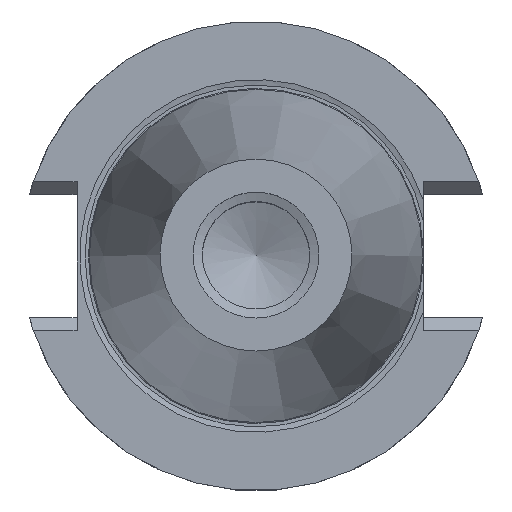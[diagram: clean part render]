
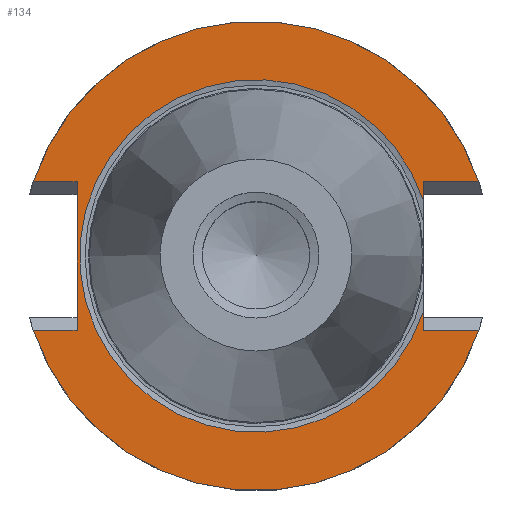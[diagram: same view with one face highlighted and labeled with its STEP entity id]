
A CAD part, top view. The second image highlights one B-rep face of the part: STEP entity #134.
In plain terms, the highlighted planar face has unit normal (0, 0, 1).
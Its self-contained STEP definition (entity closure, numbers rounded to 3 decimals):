
#65=FACE_OUTER_BOUND('',#231,.T.);
#134=ADVANCED_FACE('',(#65),#158,.F.);
#158=PLANE('',#807);
#231=EDGE_LOOP('',(#441,#442,#443,#444,#445,#446,#447,#448,#449,#450));
#254=CIRCLE('',#760,36.95);
#257=CIRCLE('',#766,49.2);
#270=CIRCLE('',#796,49.2);
#441=ORIENTED_EDGE('',*,*,#617,.T.);
#442=ORIENTED_EDGE('',*,*,#618,.T.);
#443=ORIENTED_EDGE('',*,*,#548,.T.);
#444=ORIENTED_EDGE('',*,*,#619,.T.);
#445=ORIENTED_EDGE('',*,*,#610,.T.);
#446=ORIENTED_EDGE('',*,*,#556,.F.);
#447=ORIENTED_EDGE('',*,*,#609,.F.);
#448=ORIENTED_EDGE('',*,*,#607,.F.);
#449=ORIENTED_EDGE('',*,*,#605,.F.);
#450=ORIENTED_EDGE('',*,*,#602,.F.);
#481=VERTEX_POINT('',#1075);
#482=VERTEX_POINT('',#1076);
#487=VERTEX_POINT('',#1096);
#489=VERTEX_POINT('',#1099);
#519=VERTEX_POINT('',#1213);
#520=VERTEX_POINT('',#1215);
#521=VERTEX_POINT('',#1220);
#522=VERTEX_POINT('',#1224);
#523=VERTEX_POINT('',#1230);
#526=VERTEX_POINT('',#1242);
#548=EDGE_CURVE('',#481,#482,#254,.T.);
#556=EDGE_CURVE('',#487,#489,#257,.T.);
#602=EDGE_CURVE('',#519,#520,#270,.T.);
#605=EDGE_CURVE('',#520,#521,#657,.T.);
#607=EDGE_CURVE('',#521,#522,#659,.T.);
#609=EDGE_CURVE('',#522,#487,#661,.T.);
#610=EDGE_CURVE('',#523,#489,#662,.T.);
#617=EDGE_CURVE('',#519,#526,#669,.T.);
#618=EDGE_CURVE('',#526,#481,#670,.T.);
#619=EDGE_CURVE('',#482,#523,#671,.T.);
#657=LINE('',#1219,#704);
#659=LINE('',#1223,#706);
#661=LINE('',#1227,#708);
#662=LINE('',#1229,#709);
#669=LINE('',#1243,#716);
#670=LINE('',#1245,#717);
#671=LINE('',#1246,#718);
#704=VECTOR('',#975,1.);
#706=VECTOR('',#979,1.);
#708=VECTOR('',#983,1.);
#709=VECTOR('',#986,1.);
#716=VECTOR('',#999,1.);
#717=VECTOR('',#1002,1.);
#718=VECTOR('',#1003,1.);
#760=AXIS2_PLACEMENT_3D('',#1074,#871,#872);
#766=AXIS2_PLACEMENT_3D('',#1098,#885,#886);
#796=AXIS2_PLACEMENT_3D('',#1214,#968,#969);
#807=AXIS2_PLACEMENT_3D('',#1255,#1006,#1007);
#871=DIRECTION('',(0.,0.,-1.));
#872=DIRECTION('',(-1.,0.,0.));
#885=DIRECTION('',(0.,0.,-1.));
#886=DIRECTION('',(-1.,0.,0.));
#968=DIRECTION('',(0.,0.,-1.));
#969=DIRECTION('',(-1.,0.,0.));
#975=DIRECTION('',(1.,0.,0.));
#979=DIRECTION('',(0.,1.,0.));
#983=DIRECTION('',(-1.,0.,0.));
#986=DIRECTION('',(1.,0.,0.));
#999=DIRECTION('',(-1.,0.,0.));
#1002=DIRECTION('',(0.,1.,0.));
#1003=DIRECTION('',(0.,1.,0.));
#1006=DIRECTION('',(0.,0.,-1.));
#1007=DIRECTION('',(-1.,0.,0.));
#1074=CARTESIAN_POINT('',(0.,0.,-1.5));
#1075=CARTESIAN_POINT('',(35.1,-11.545,-1.5));
#1076=CARTESIAN_POINT('',(35.1,11.545,-1.5));
#1096=CARTESIAN_POINT('',(-46.66,15.603,-1.5));
#1098=CARTESIAN_POINT('',(0.,0.,-1.5));
#1099=CARTESIAN_POINT('',(46.66,15.603,-1.5));
#1213=CARTESIAN_POINT('',(46.66,-15.603,-1.5));
#1214=CARTESIAN_POINT('',(0.,0.,-1.5));
#1215=CARTESIAN_POINT('',(-46.66,-15.603,-1.5));
#1219=CARTESIAN_POINT('',(0.,-15.603,-1.5));
#1220=CARTESIAN_POINT('',(-37.5,-15.603,-1.5));
#1223=CARTESIAN_POINT('',(-37.5,34.625,-1.5));
#1224=CARTESIAN_POINT('',(-37.5,15.603,-1.5));
#1227=CARTESIAN_POINT('',(0.,15.603,-1.5));
#1229=CARTESIAN_POINT('',(0.,15.603,-1.5));
#1230=CARTESIAN_POINT('',(35.1,15.603,-1.5));
#1242=CARTESIAN_POINT('',(35.1,-15.603,-1.5));
#1243=CARTESIAN_POINT('',(0.,-15.603,-1.5));
#1245=CARTESIAN_POINT('',(35.1,34.625,-1.5));
#1246=CARTESIAN_POINT('',(35.1,34.625,-1.5));
#1255=CARTESIAN_POINT('',(0.,34.625,-1.5));
